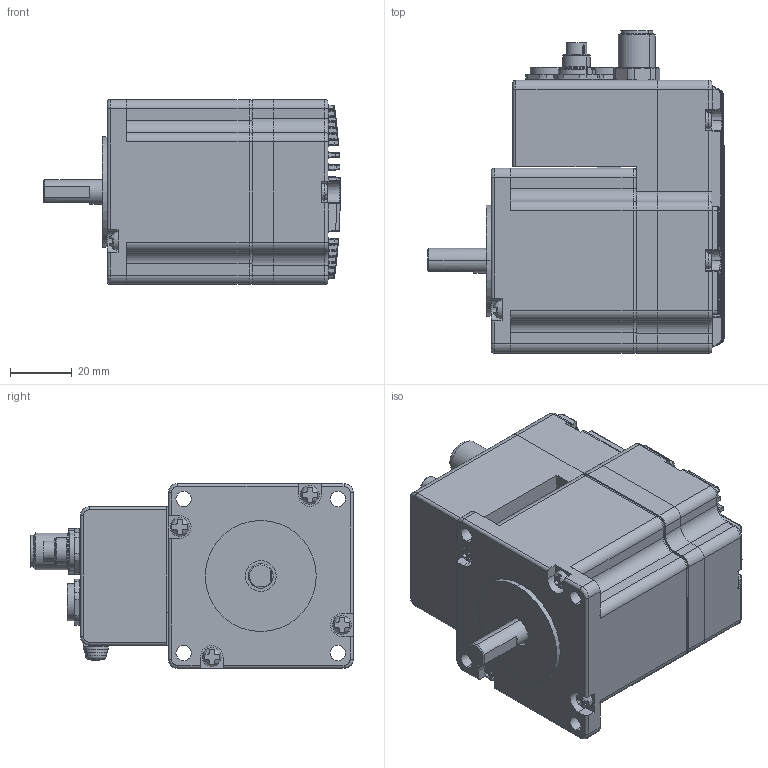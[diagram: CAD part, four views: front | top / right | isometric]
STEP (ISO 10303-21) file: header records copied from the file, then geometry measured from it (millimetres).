
FILE_DESCRIPTION (( 'STEP AP203' ), '1' );
FILE_NAME ('P119-MO-060-01-R01.STEP', '2020-04-27T01:44:28', ( '' ), ( '' ), 'SwSTEP 2.0', 'SolidWorks 2018', '' );
FILE_SCHEMA (( 'CONFIG_CONTROL_DESIGN' ));
Length unit declared in the file: millimetre
Products named in the file (26): 42EC-PCB3-01; sams; 86_1031_1100_00012-1; M119-EC-042-03-R00; spring lock washer_2_jis_JIS B 1251 No.2 4; M119-EC-060-02-R02; 60EC-PCB1-01; small circular plain washer_jis_JIS B 1256 Small circular 4; pan cross head_ks_KS 1023 PC- M3 x 25-N; 目池磐-家南-4P(傈盔)_荐 (09-0411-30-04)-2; 目池磐-家南-4P(傈盔)_荐 (09-0411-30-04)-1; KMG; M119-EC-060-01-R00; 09-0408-30-03(鱔褐)-1; 56EC-PCB3-01; pan cross head_ks_KS 1023 PC- M4 x 6-N; 877600816; 20R-JMCS-G-B-TF(NSA); M117-MO-060-01-R00; 09-0408-30-03(鱔褐)-2; 20PS-JMCS-G-1B-TF(N); 60EC-PCB2-01; 791091003; 86_1031_1100_00012-2; P119-MO-060-01-R01; pan cross head_ks_KS 1023 PC- M3 x 20-N
Assembly tree (34 placements, depth 3):
  P119-MO-060-01-R01
    M117-MO-060-01-R00
    60EC-PCB1-01
    pan cross head_ks_KS 1023 PC- M3 x 20-N  x2
    pan cross head_ks_KS 1023 PC- M3 x 25-N  x3
    KMG
    M119-EC-060-01-R00
    M119-EC-060-02-R02
    M119-EC-042-03-R00
    09-0408-30-03(鱔褐)-1  x2
    09-0408-30-03(鱔褐)-2  x2
    目池磐-家南-4P(傈盔)_荐 (09-0411-30-04)-1
    目池磐-家南-4P(傈盔)_荐 (09-0411-30-04)-2
    86_1031_1100_00012-1
    86_1031_1100_00012-2
    42EC-PCB3-01
    56EC-PCB3-01
    60EC-PCB2-01
    877600816  x2
    20PS-JMCS-G-1B-TF(N)  x2
    20R-JMCS-G-B-TF(NSA)  x2
    791091003  x2
    sams
      small circular plain washer_jis_JIS B 1256 Small circular 4
      spring lock washer_2_jis_JIS B 1251 No.2 4
      pan cross head_ks_KS 1023 PC- M4 x 6-N
Bounding box: 96.2 x 104.6 x 60 mm (x, y, z)
Volume: 232109.7 mm3; surface area: 100192.4 mm2
Topology: 34 solids, 34 shells, 4871 faces, 12798 edges, 8118 vertices
Faces by surface type: plane 2940, cylinder 1157, bspline 348, cone 296, sphere 70, torus 60
Entity records: 114806 total; most frequent: CARTESIAN_POINT 29633, ORIENTED_EDGE 17602, DIRECTION 16591, EDGE_CURVE 8801, VECTOR 5627, LINE 5627, VERTEX_POINT 5582, AXIS2_PLACEMENT_3D 5482
